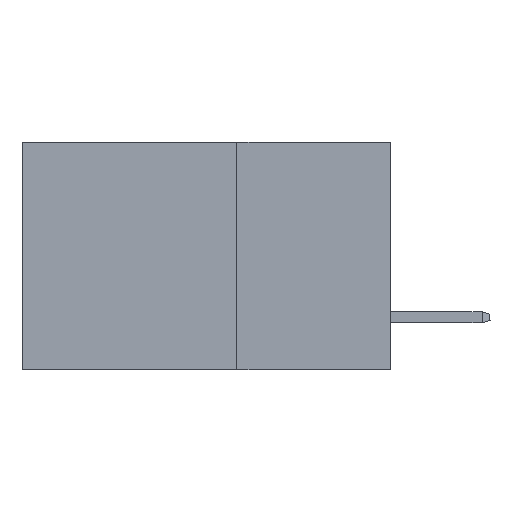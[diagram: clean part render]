
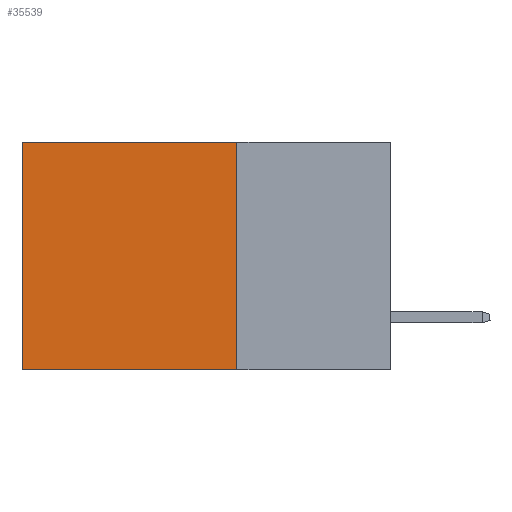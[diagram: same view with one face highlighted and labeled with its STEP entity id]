
A CAD part, left-side view. The second image highlights one B-rep face of the part: STEP entity #35539.
In plain terms, the highlighted planar face has unit normal (-1, 0, 0).
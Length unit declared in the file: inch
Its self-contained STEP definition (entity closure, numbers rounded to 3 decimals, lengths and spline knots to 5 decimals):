
#191 = ORIENTED_EDGE ( 'NONE', *, *, #6181, .T. ) ;
#784 = CARTESIAN_POINT ( 'NONE',  ( 0.2875, 0.25, 0. ) ) ;
#2764 = CARTESIAN_POINT ( 'NONE',  ( 0.2875, 0.6, -0.37 ) ) ;
#3363 = VERTEX_POINT ( 'NONE', #12918 ) ;
#4010 = LINE ( 'NONE', #37843, #28856 ) ;
#4056 = DIRECTION ( 'NONE',  ( 0., 1., 0. ) ) ;
#4351 = VECTOR ( 'NONE', #13199, 39.37008 ) ;
#4443 = LINE ( 'NONE', #784, #12784 ) ;
#4837 = CARTESIAN_POINT ( 'NONE',  ( 0.2875, 0.6, 0. ) ) ;
#5156 = DIRECTION ( 'NONE',  ( 1., 0., 0. ) ) ;
#6181 = EDGE_CURVE ( 'NONE', #3363, #7885, #20992, .T. ) ;
#7097 = ORIENTED_EDGE ( 'NONE', *, *, #12954, .F. ) ;
#7885 = VERTEX_POINT ( 'NONE', #2764 ) ;
#8533 = CARTESIAN_POINT ( 'NONE',  ( 0.2875, 0.25, -0.37 ) ) ;
#11628 = LINE ( 'NONE', #23303, #4351 ) ;
#12191 = VECTOR ( 'NONE', #14966, 39.37008 ) ;
#12464 = ORIENTED_EDGE ( 'NONE', *, *, #22431, .T. ) ;
#12784 = VECTOR ( 'NONE', #4056, 39.37008 ) ;
#12918 = CARTESIAN_POINT ( 'NONE',  ( 0.2875, 0.6, 0. ) ) ;
#12954 = EDGE_CURVE ( 'NONE', #40403, #7885, #4010, .T. ) ;
#13199 = DIRECTION ( 'NONE',  ( 0., 0., -1. ) ) ;
#13717 = ORIENTED_EDGE ( 'NONE', *, *, #39305, .F. ) ;
#14339 = CARTESIAN_POINT ( 'NONE',  ( 0.2875, 0.25, 0. ) ) ;
#14724 = CARTESIAN_POINT ( 'NONE',  ( 0.2875, 0.25, 0. ) ) ;
#14966 = DIRECTION ( 'NONE',  ( 0., 0., -1. ) ) ;
#17540 = FACE_OUTER_BOUND ( 'NONE', #20273, .T. ) ;
#19599 = AXIS2_PLACEMENT_3D ( 'NONE', #14724, #5156, #28321 ) ;
#20273 = EDGE_LOOP ( 'NONE', ( #191, #7097, #13717, #12464 ) ) ;
#20992 = LINE ( 'NONE', #4837, #12191 ) ;
#21679 = PLANE ( 'NONE',  #19599 ) ;
#22431 = EDGE_CURVE ( 'NONE', #42537, #3363, #4443, .T. ) ;
#23303 = CARTESIAN_POINT ( 'NONE',  ( 0.2875, 0.25, 0. ) ) ;
#28321 = DIRECTION ( 'NONE',  ( 0., 0., -1. ) ) ;
#28856 = VECTOR ( 'NONE', #37258, 39.37008 ) ;
#35539 = ADVANCED_FACE ( 'NONE', ( #17540 ), #21679, .F. ) ;
#37258 = DIRECTION ( 'NONE',  ( 0., 1., 0. ) ) ;
#37843 = CARTESIAN_POINT ( 'NONE',  ( 0.2875, 0.25, -0.37 ) ) ;
#39305 = EDGE_CURVE ( 'NONE', #42537, #40403, #11628, .T. ) ;
#40403 = VERTEX_POINT ( 'NONE', #8533 ) ;
#42537 = VERTEX_POINT ( 'NONE', #14339 ) ;
